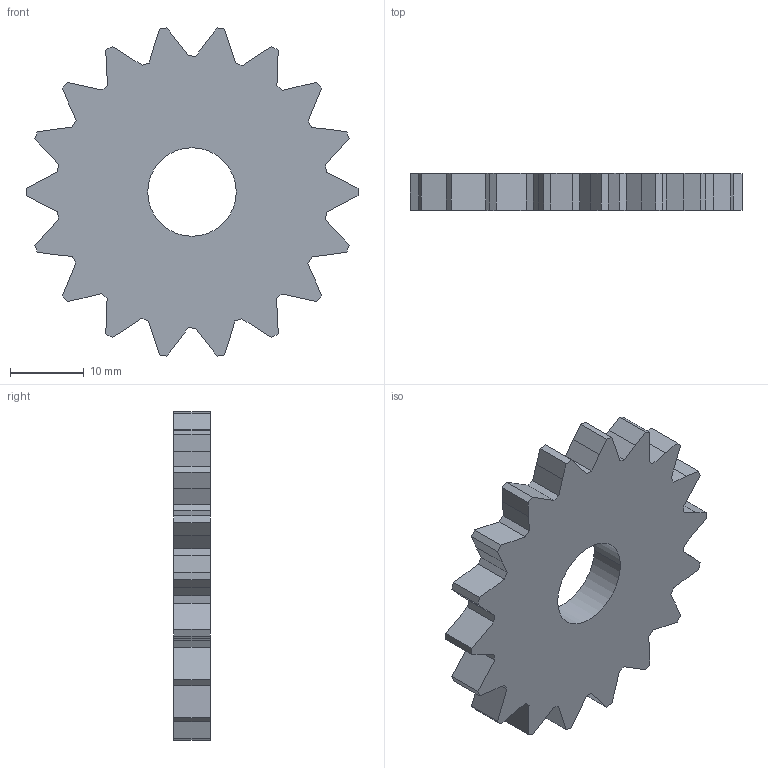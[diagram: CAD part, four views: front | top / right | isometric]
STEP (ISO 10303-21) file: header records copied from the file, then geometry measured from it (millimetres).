
FILE_DESCRIPTION((''),'2;1');
FILE_NAME('TERTIARY_GEAR_A','2020-08-16T19:22:19',('Connor Marshall'),(''),'CREO PARAMETRIC BY PTC INC, 2019471','CREO PARAMETRIC BY PTC INC, 2019471','');
FILE_SCHEMA(('CONFIG_CONTROL_DESIGN'));
Length unit declared in the file: millimetre
Products named in the file (1): TERTIARY_GEAR_A
Bounding box: 45 x 5 x 44.49 mm (x, y, z)
Volume: 5949.6 mm3; surface area: 3611.9 mm2
Topology: 1 solids, 1 shells, 94 faces, 276 edges, 184 vertices
Faces by surface type: plane 92, cylinder 2
Entity records: 3106 total; most frequent: CARTESIAN_POINT 554, ORIENTED_EDGE 552, DIRECTION 468, EDGE_CURVE 276, VECTOR 272, LINE 272, VERTEX_POINT 184, AXIS2_PLACEMENT_3D 98
